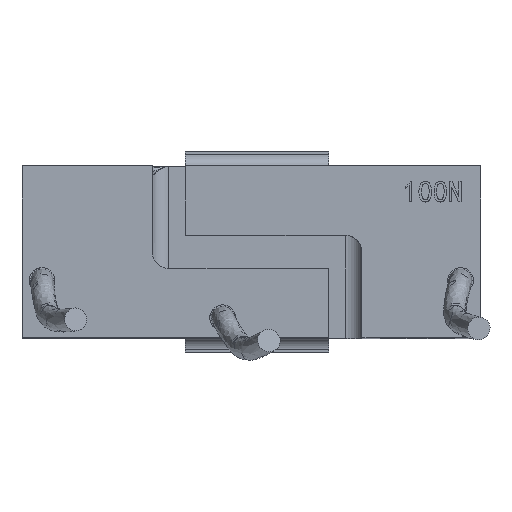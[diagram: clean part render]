
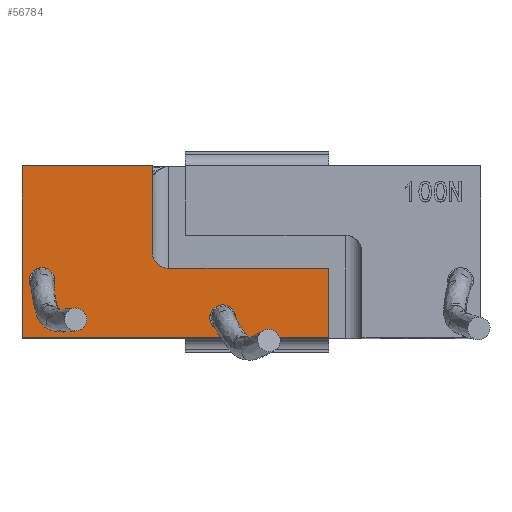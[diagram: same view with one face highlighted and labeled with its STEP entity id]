
A CAD part, top view. The second image highlights one B-rep face of the part: STEP entity #56784.
In plain terms, the highlighted planar face has unit normal (0, 0, 1).
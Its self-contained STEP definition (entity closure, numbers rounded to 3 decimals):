
#397 = EDGE_CURVE ( 'NONE', #21569, #7127, #29077, .T. ) ;
#497 = FACE_OUTER_BOUND ( 'NONE', #47022, .T. ) ;
#1014 = VERTEX_POINT ( 'NONE', #23793 ) ;
#1366 = PLANE ( 'NONE',  #6123 ) ;
#1893 = EDGE_CURVE ( 'NONE', #45862, #1014, #31594, .T. ) ;
#2050 = DIRECTION ( 'NONE',  ( 0., -1., 0. ) ) ;
#2154 = ORIENTED_EDGE ( 'NONE', *, *, #397, .T. ) ;
#3063 = CARTESIAN_POINT ( 'NONE',  ( -40., 0., 40. ) ) ;
#3268 = CARTESIAN_POINT ( 'NONE',  ( -2.75, 3.5, 40. ) ) ;
#3355 = DIRECTION ( 'NONE',  ( 1., 0., 0. ) ) ;
#3396 = CARTESIAN_POINT ( 'NONE',  ( -36.5, 10., 40. ) ) ;
#4135 = ORIENTED_EDGE ( 'NONE', *, *, #43335, .T. ) ;
#4233 = EDGE_CURVE ( 'NONE', #40069, #15764, #53057, .T. ) ;
#6123 = AXIS2_PLACEMENT_3D ( 'NONE', #28264, #50165, #10148 ) ;
#6497 = CARTESIAN_POINT ( 'NONE',  ( -34.25, 10., 40. ) ) ;
#7127 = VERTEX_POINT ( 'NONE', #34393 ) ;
#7521 = CIRCLE ( 'NONE', #8224, 2.25 ) ;
#7794 = CARTESIAN_POINT ( 'NONE',  ( 13.5, 12.1, 40. ) ) ;
#8224 = AXIS2_PLACEMENT_3D ( 'NONE', #3396, #21227, #39040 ) ;
#9681 = ORIENTED_EDGE ( 'NONE', *, *, #16209, .F. ) ;
#10148 = DIRECTION ( 'NONE',  ( -1., 0., 0. ) ) ;
#14442 = CIRCLE ( 'NONE', #47112, 2.25 ) ;
#14517 = FACE_BOUND ( 'NONE', #45081, .T. ) ;
#15764 = VERTEX_POINT ( 'NONE', #49601 ) ;
#16209 = EDGE_CURVE ( 'NONE', #45862, #32856, #56871, .T. ) ;
#16244 = DIRECTION ( 'NONE',  ( 0., -1., 0. ) ) ;
#16840 = CARTESIAN_POINT ( 'NONE',  ( -17.3, 12.1, 40. ) ) ;
#16902 = ORIENTED_EDGE ( 'NONE', *, *, #1893, .T. ) ;
#17112 = CARTESIAN_POINT ( 'NONE',  ( -40., 30., 40. ) ) ;
#17827 = CARTESIAN_POINT ( 'NONE',  ( -5., 3.5, 40. ) ) ;
#20173 = CARTESIAN_POINT ( 'NONE',  ( -17.3, 30., 40. ) ) ;
#20278 = ORIENTED_EDGE ( 'NONE', *, *, #38326, .F. ) ;
#21227 = DIRECTION ( 'NONE',  ( 0., 0., 1. ) ) ;
#21346 = AXIS2_PLACEMENT_3D ( 'NONE', #23424, #36002, #40951 ) ;
#21569 = VERTEX_POINT ( 'NONE', #52476 ) ;
#21571 = EDGE_CURVE ( 'NONE', #32856, #7127, #47230, .T. ) ;
#22163 = EDGE_CURVE ( 'NONE', #15764, #1014, #24272, .T. ) ;
#22494 = DIRECTION ( 'NONE',  ( 1., 0., 0. ) ) ;
#23424 = CARTESIAN_POINT ( 'NONE',  ( -14.4, 15., 40. ) ) ;
#23773 = CARTESIAN_POINT ( 'NONE',  ( -40., 30., 40. ) ) ;
#23793 = CARTESIAN_POINT ( 'NONE',  ( -17.3, 15., 40. ) ) ;
#24144 = CARTESIAN_POINT ( 'NONE',  ( -40., 30., 40. ) ) ;
#24272 = LINE ( 'NONE', #20173, #43439 ) ;
#25962 = VECTOR ( 'NONE', #3355, 1000. ) ;
#26964 = VECTOR ( 'NONE', #43706, 1000. ) ;
#28264 = CARTESIAN_POINT ( 'NONE',  ( -40., 30., 40. ) ) ;
#29077 = LINE ( 'NONE', #3063, #25962 ) ;
#31594 = CIRCLE ( 'NONE', #21346, 2.9 ) ;
#32856 = VERTEX_POINT ( 'NONE', #45958 ) ;
#34393 = CARTESIAN_POINT ( 'NONE',  ( 13.5, 0., 40. ) ) ;
#34667 = DIRECTION ( 'NONE',  ( 1., 0., 0. ) ) ;
#35655 = DIRECTION ( 'NONE',  ( 0., 0., 1. ) ) ;
#36002 = DIRECTION ( 'NONE',  ( 0., 0., -1. ) ) ;
#36728 = FACE_BOUND ( 'NONE', #55696, .T. ) ;
#37213 = LINE ( 'NONE', #23773, #55288 ) ;
#38326 = EDGE_CURVE ( 'NONE', #46522, #46522, #7521, .T. ) ;
#38376 = ORIENTED_EDGE ( 'NONE', *, *, #4233, .F. ) ;
#39040 = DIRECTION ( 'NONE',  ( 1., 0., 0. ) ) ;
#40069 = VERTEX_POINT ( 'NONE', #24144 ) ;
#40951 = DIRECTION ( 'NONE',  ( -1., 0., 0. ) ) ;
#41743 = VECTOR ( 'NONE', #34667, 1000. ) ;
#43004 = VERTEX_POINT ( 'NONE', #3268 ) ;
#43104 = ORIENTED_EDGE ( 'NONE', *, *, #53937, .F. ) ;
#43335 = EDGE_CURVE ( 'NONE', #40069, #21569, #37213, .T. ) ;
#43439 = VECTOR ( 'NONE', #2050, 1000. ) ;
#43706 = DIRECTION ( 'NONE',  ( 1., 0., 0. ) ) ;
#45081 = EDGE_LOOP ( 'NONE', ( #43104 ) ) ;
#45862 = VERTEX_POINT ( 'NONE', #46050 ) ;
#45958 = CARTESIAN_POINT ( 'NONE',  ( 13.5, 12.1, 40. ) ) ;
#46050 = CARTESIAN_POINT ( 'NONE',  ( -14.4, 12.1, 40. ) ) ;
#46522 = VERTEX_POINT ( 'NONE', #6497 ) ;
#47022 = EDGE_LOOP ( 'NONE', ( #2154, #50243, #9681, #16902, #53707, #38376, #4135 ) ) ;
#47112 = AXIS2_PLACEMENT_3D ( 'NONE', #17827, #35655, #22494 ) ;
#47230 = LINE ( 'NONE', #7794, #54602 ) ;
#49601 = CARTESIAN_POINT ( 'NONE',  ( -17.3, 30., 40. ) ) ;
#50165 = DIRECTION ( 'NONE',  ( 0., 0., -1. ) ) ;
#50243 = ORIENTED_EDGE ( 'NONE', *, *, #21571, .F. ) ;
#50644 = DIRECTION ( 'NONE',  ( 0., -1., 0. ) ) ;
#52476 = CARTESIAN_POINT ( 'NONE',  ( -40., 0., 40. ) ) ;
#53057 = LINE ( 'NONE', #17112, #26964 ) ;
#53707 = ORIENTED_EDGE ( 'NONE', *, *, #22163, .F. ) ;
#53937 = EDGE_CURVE ( 'NONE', #43004, #43004, #14442, .T. ) ;
#54602 = VECTOR ( 'NONE', #16244, 1000. ) ;
#55288 = VECTOR ( 'NONE', #50644, 1000. ) ;
#55696 = EDGE_LOOP ( 'NONE', ( #20278 ) ) ;
#56784 = ADVANCED_FACE ( 'NONE', ( #36728, #14517, #497 ), #1366, .F. ) ;
#56871 = LINE ( 'NONE', #16840, #41743 ) ;
